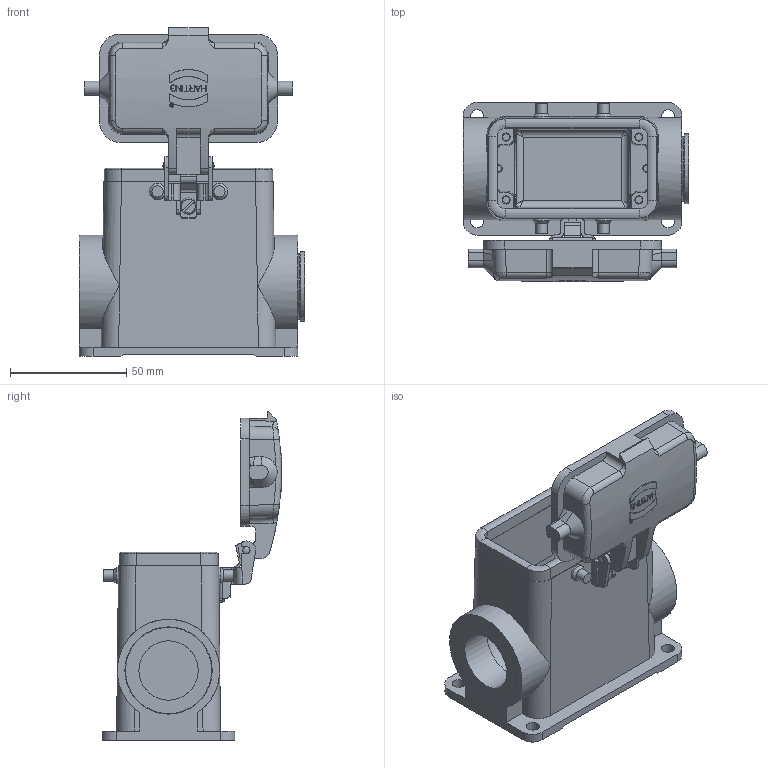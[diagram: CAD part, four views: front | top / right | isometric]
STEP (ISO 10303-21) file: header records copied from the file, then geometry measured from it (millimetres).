
FILE_DESCRIPTION((''),'2;1');
FILE_NAME('05300100261.stp','2020-07-07T13:50:30',('e.eickhoff'),(''),'Autodesk Inventor 2012','Autodesk Inventor 2012','');
FILE_SCHEMA(('AUTOMOTIVE_DESIGN { 1 0 10303 214 1 1 1 1 }'));
Length unit declared in the file: millimetre
Products named in the file (4): 05300100261; M25-PG29 Adapter; KBRM25
Assembly tree (4 placements, depth 2):
  05300100261
    05300100261
    M25-PG29 Adapter  x2
    KBRM25
Bounding box: 97 x 77.13 x 141.13 mm (x, y, z)
Volume: 145608.8 mm3; surface area: 73121 mm2
Topology: 5 solids, 5 shells, 570 faces, 1525 edges, 990 vertices
Faces by surface type: plane 325, cylinder 164, bspline 44, cone 22, torus 13, sphere 2
Full cylindrical faces by diameter (mm): 1.52 x1, 1.68 x1, 3 x4, 3.1 x1, 4.8 x4, 5.6 x4, 7 x5, 25.5 x3, 28 x1, 30 x1, 32 x2, 37 x2, 37.5 x2
Entity records: 20591 total; most frequent: CARTESIAN_POINT 6070, ORIENTED_EDGE 2890, DIRECTION 2784, EDGE_CURVE 1445, VERTEX_POINT 960, AXIS2_PLACEMENT_3D 947, VECTOR 890, LINE 890
